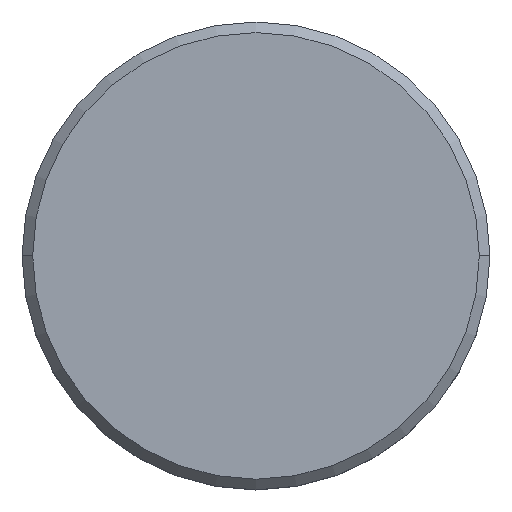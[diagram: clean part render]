
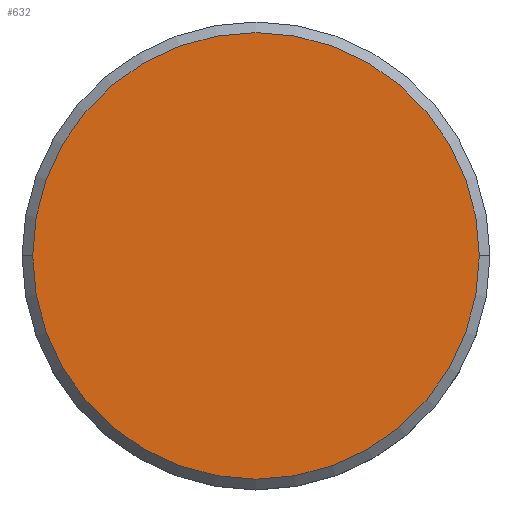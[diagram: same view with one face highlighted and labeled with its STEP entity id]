
A CAD part, top view. The second image highlights one B-rep face of the part: STEP entity #632.
In plain terms, the highlighted planar face has unit normal (0, 0, 1).
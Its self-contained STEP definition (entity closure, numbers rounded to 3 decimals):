
#10 = VERTEX_POINT ( 'NONE', #704 ) ;
#119 = DIRECTION ( 'NONE',  ( 1., 0., 0. ) ) ;
#187 = CARTESIAN_POINT ( 'NONE',  ( 0., 0., 0. ) ) ;
#208 = DIRECTION ( 'NONE',  ( 1., 0., 0. ) ) ;
#232 = EDGE_LOOP ( 'NONE', ( #1180, #616 ) ) ;
#319 = CARTESIAN_POINT ( 'NONE',  ( 0., 0., 0. ) ) ;
#417 = CIRCLE ( 'NONE', #717, 10.5 ) ;
#460 = DIRECTION ( 'NONE',  ( 0., 0., 1. ) ) ;
#478 = DIRECTION ( 'NONE',  ( 0., 0., 1. ) ) ;
#494 = AXIS2_PLACEMENT_3D ( 'NONE', #187, #816, #539 ) ;
#539 = DIRECTION ( 'NONE',  ( 1., 0., 0. ) ) ;
#544 = CIRCLE ( 'NONE', #494, 10.5 ) ;
#556 = CARTESIAN_POINT ( 'NONE',  ( -10.5, 0., 0. ) ) ;
#616 = ORIENTED_EDGE ( 'NONE', *, *, #1087, .T. ) ;
#632 = ADVANCED_FACE ( 'NONE', ( #811 ), #1018, .T. ) ;
#690 = VERTEX_POINT ( 'NONE', #556 ) ;
#704 = CARTESIAN_POINT ( 'NONE',  ( 10.5, 0., 0. ) ) ;
#717 = AXIS2_PLACEMENT_3D ( 'NONE', #319, #478, #119 ) ;
#792 = EDGE_CURVE ( 'NONE', #690, #10, #417, .T. ) ;
#811 = FACE_OUTER_BOUND ( 'NONE', #232, .T. ) ;
#816 = DIRECTION ( 'NONE',  ( 0., 0., 1. ) ) ;
#965 = AXIS2_PLACEMENT_3D ( 'NONE', #1102, #460, #208 ) ;
#1018 = PLANE ( 'NONE',  #965 ) ;
#1087 = EDGE_CURVE ( 'NONE', #10, #690, #544, .T. ) ;
#1102 = CARTESIAN_POINT ( 'NONE',  ( 0., 0., 0. ) ) ;
#1180 = ORIENTED_EDGE ( 'NONE', *, *, #792, .T. ) ;
